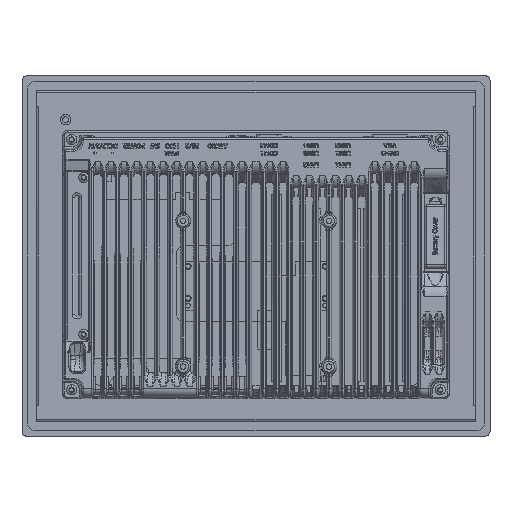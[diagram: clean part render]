
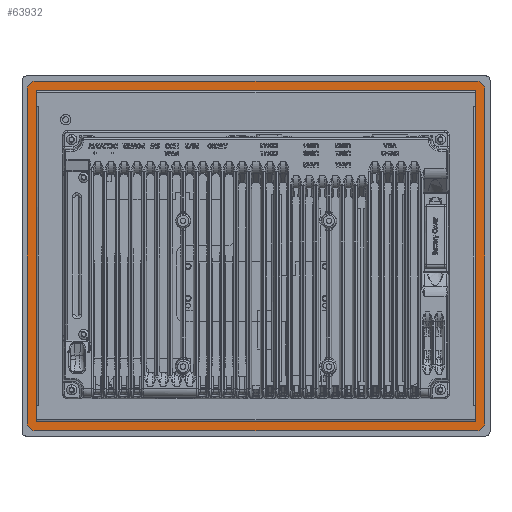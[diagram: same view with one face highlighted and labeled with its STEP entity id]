
A CAD part, front view. The second image highlights one B-rep face of the part: STEP entity #63932.
In plain terms, the highlighted planar face has unit normal (0, -1, 0).
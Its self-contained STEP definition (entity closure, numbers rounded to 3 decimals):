
#345 = PLANE ( 'NONE',  #36146 ) ;
#3571 = DIRECTION ( 'NONE',  ( 0., -1., 0. ) ) ;
#4070 = CARTESIAN_POINT ( 'NONE',  ( 150.5, 2.5, -112.5 ) ) ;
#5345 = EDGE_CURVE ( 'NONE', #20051, #145724, #96941, .T. ) ;
#5617 = VERTEX_POINT ( 'NONE', #4070 ) ;
#5878 = CARTESIAN_POINT ( 'NONE',  ( -151., 2.5, 114. ) ) ;
#6044 = CARTESIAN_POINT ( 'NONE',  ( -157., 2.5, 120. ) ) ;
#7190 = CARTESIAN_POINT ( 'NONE',  ( 157., 2.5, -120. ) ) ;
#7650 = ORIENTED_EDGE ( 'NONE', *, *, #94151, .T. ) ;
#8957 = CARTESIAN_POINT ( 'NONE',  ( -149.5, 2.5, -112.5 ) ) ;
#9604 = LINE ( 'NONE', #6044, #165088 ) ;
#10891 = ORIENTED_EDGE ( 'NONE', *, *, #32850, .T. ) ;
#11376 = VERTEX_POINT ( 'NONE', #13204 ) ;
#12535 = AXIS2_PLACEMENT_3D ( 'NONE', #61398, #166844, #76496 ) ;
#12758 = CARTESIAN_POINT ( 'NONE',  ( -149.5, 2.5, -113.5 ) ) ;
#13204 = CARTESIAN_POINT ( 'NONE',  ( -151., 2.5, -120. ) ) ;
#15854 = VERTEX_POINT ( 'NONE', #166230 ) ;
#17862 = DIRECTION ( 'NONE',  ( 0., -1., 0. ) ) ;
#18245 = ORIENTED_EDGE ( 'NONE', *, *, #133957, .T. ) ;
#18519 = ORIENTED_EDGE ( 'NONE', *, *, #42570, .T. ) ;
#19469 = VERTEX_POINT ( 'NONE', #76341 ) ;
#20051 = VERTEX_POINT ( 'NONE', #20826 ) ;
#20826 = CARTESIAN_POINT ( 'NONE',  ( -150.5, 2.5, 112.5 ) ) ;
#21045 = DIRECTION ( 'NONE',  ( 0., 0., 1. ) ) ;
#21196 = DIRECTION ( 'NONE',  ( -1., 0., 0. ) ) ;
#22569 = VECTOR ( 'NONE', #143476, 1000. ) ;
#23597 = ORIENTED_EDGE ( 'NONE', *, *, #103391, .T. ) ;
#24070 = DIRECTION ( 'NONE',  ( 0., 0., 1. ) ) ;
#24710 = CIRCLE ( 'NONE', #175809, 1. ) ;
#25854 = CARTESIAN_POINT ( 'NONE',  ( 157., 2.5, 114. ) ) ;
#27279 = EDGE_CURVE ( 'NONE', #147998, #145724, #183218, .T. ) ;
#28985 = ORIENTED_EDGE ( 'NONE', *, *, #179654, .T. ) ;
#29014 = CARTESIAN_POINT ( 'NONE',  ( 150.5, 2.5, -113.5 ) ) ;
#29778 = LINE ( 'NONE', #192910, #145272 ) ;
#32850 = EDGE_CURVE ( 'NONE', #11376, #51869, #29778, .T. ) ;
#36146 = AXIS2_PLACEMENT_3D ( 'NONE', #166325, #75984, #181473 ) ;
#36465 = CARTESIAN_POINT ( 'NONE',  ( 157., 2.5, -114. ) ) ;
#36953 = DIRECTION ( 'NONE',  ( 0., 1., 0. ) ) ;
#38712 = AXIS2_PLACEMENT_3D ( 'NONE', #5878, #111166, #21045 ) ;
#39544 = LINE ( 'NONE', #75068, #79511 ) ;
#42192 = CARTESIAN_POINT ( 'NONE',  ( -157., 2.5, -120. ) ) ;
#42483 = ORIENTED_EDGE ( 'NONE', *, *, #5345, .T. ) ;
#42570 = EDGE_CURVE ( 'NONE', #51869, #173857, #62846, .T. ) ;
#43344 = LINE ( 'NONE', #29014, #78576 ) ;
#44588 = CARTESIAN_POINT ( 'NONE',  ( -151., 2.5, 120. ) ) ;
#50041 = AXIS2_PLACEMENT_3D ( 'NONE', #107960, #17862, #123199 ) ;
#50641 = EDGE_CURVE ( 'NONE', #15854, #19469, #68832, .T. ) ;
#51869 = VERTEX_POINT ( 'NONE', #128600 ) ;
#56603 = CARTESIAN_POINT ( 'NONE',  ( 149.5, 2.5, -112.5 ) ) ;
#57772 = VERTEX_POINT ( 'NONE', #12758 ) ;
#57844 = CIRCLE ( 'NONE', #38712, 6. ) ;
#59221 = ORIENTED_EDGE ( 'NONE', *, *, #100493, .T. ) ;
#59260 = CIRCLE ( 'NONE', #12535, 6. ) ;
#59755 = AXIS2_PLACEMENT_3D ( 'NONE', #8957, #114207, #24070 ) ;
#61398 = CARTESIAN_POINT ( 'NONE',  ( -151., 2.5, -114. ) ) ;
#62073 = CARTESIAN_POINT ( 'NONE',  ( -150.5, 2.5, 113.5 ) ) ;
#62387 = CARTESIAN_POINT ( 'NONE',  ( -149.5, 2.5, 113.5 ) ) ;
#62846 = CIRCLE ( 'NONE', #106030, 6. ) ;
#63932 = ADVANCED_FACE ( 'NONE', ( #139398, #144146 ), #345, .F. ) ;
#68832 = LINE ( 'NONE', #42192, #184394 ) ;
#70431 = EDGE_CURVE ( 'NONE', #173970, #96183, #89631, .T. ) ;
#71689 = DIRECTION ( 'NONE',  ( 0., 0., 1. ) ) ;
#74771 = CARTESIAN_POINT ( 'NONE',  ( -150.5, 2.5, -112.5 ) ) ;
#74876 = VERTEX_POINT ( 'NONE', #44588 ) ;
#75068 = CARTESIAN_POINT ( 'NONE',  ( -150.5, 2.5, -113.5 ) ) ;
#75984 = DIRECTION ( 'NONE',  ( 0., 1., 0. ) ) ;
#76341 = CARTESIAN_POINT ( 'NONE',  ( -157., 2.5, -114. ) ) ;
#76496 = DIRECTION ( 'NONE',  ( 0., 0., 1. ) ) ;
#78576 = VECTOR ( 'NONE', #194940, 1000. ) ;
#79511 = VECTOR ( 'NONE', #181211, 1000. ) ;
#80119 = CARTESIAN_POINT ( 'NONE',  ( 151., 2.5, 120. ) ) ;
#80990 = ORIENTED_EDGE ( 'NONE', *, *, #27279, .F. ) ;
#83564 = VERTEX_POINT ( 'NONE', #74771 ) ;
#84484 = CARTESIAN_POINT ( 'NONE',  ( 149.5, 2.5, -113.5 ) ) ;
#85432 = DIRECTION ( 'NONE',  ( 1., 0., 0. ) ) ;
#85535 = CARTESIAN_POINT ( 'NONE',  ( -149.5, 2.5, 112.5 ) ) ;
#89631 = CIRCLE ( 'NONE', #50041, 6. ) ;
#92308 = DIRECTION ( 'NONE',  ( -1., 0., 0. ) ) ;
#93229 = VERTEX_POINT ( 'NONE', #145698 ) ;
#93658 = CARTESIAN_POINT ( 'NONE',  ( 151., 2.5, -114. ) ) ;
#94151 = EDGE_CURVE ( 'NONE', #19469, #11376, #59260, .T. ) ;
#96183 = VERTEX_POINT ( 'NONE', #80119 ) ;
#96941 = CIRCLE ( 'NONE', #124364, 1. ) ;
#98251 = ORIENTED_EDGE ( 'NONE', *, *, #171676, .T. ) ;
#100493 = EDGE_CURVE ( 'NONE', #5617, #149866, #175160, .T. ) ;
#100698 = DIRECTION ( 'NONE',  ( 0., 0., 1. ) ) ;
#103391 = EDGE_CURVE ( 'NONE', #147998, #93229, #24710, .T. ) ;
#106030 = AXIS2_PLACEMENT_3D ( 'NONE', #93658, #3571, #108835 ) ;
#106126 = LINE ( 'NONE', #130331, #181624 ) ;
#106374 = EDGE_CURVE ( 'NONE', #74876, #15854, #57844, .T. ) ;
#106433 = ORIENTED_EDGE ( 'NONE', *, *, #193198, .F. ) ;
#107960 = CARTESIAN_POINT ( 'NONE',  ( 151., 2.5, 114. ) ) ;
#108404 = ORIENTED_EDGE ( 'NONE', *, *, #70431, .T. ) ;
#108835 = DIRECTION ( 'NONE',  ( 0., 0., 1. ) ) ;
#109623 = ORIENTED_EDGE ( 'NONE', *, *, #50641, .T. ) ;
#111166 = DIRECTION ( 'NONE',  ( 0., -1., 0. ) ) ;
#114207 = DIRECTION ( 'NONE',  ( 0., 1., 0. ) ) ;
#119769 = DIRECTION ( 'NONE',  ( 1., 0., 0. ) ) ;
#123199 = DIRECTION ( 'NONE',  ( 0., 0., 1. ) ) ;
#124364 = AXIS2_PLACEMENT_3D ( 'NONE', #85535, #191018, #100698 ) ;
#127204 = CARTESIAN_POINT ( 'NONE',  ( 149.5, 2.5, 112.5 ) ) ;
#128600 = CARTESIAN_POINT ( 'NONE',  ( 151., 2.5, -120. ) ) ;
#130331 = CARTESIAN_POINT ( 'NONE',  ( -150.5, 2.5, -113.5 ) ) ;
#132777 = EDGE_CURVE ( 'NONE', #5617, #93229, #43344, .T. ) ;
#133957 = EDGE_CURVE ( 'NONE', #96183, #74876, #9604, .T. ) ;
#139398 = FACE_BOUND ( 'NONE', #191700, .T. ) ;
#142352 = DIRECTION ( 'NONE',  ( 0., 0., 1. ) ) ;
#143139 = VECTOR ( 'NONE', #92308, 1000. ) ;
#143476 = DIRECTION ( 'NONE',  ( 0., 0., 1. ) ) ;
#144146 = FACE_OUTER_BOUND ( 'NONE', #171110, .T. ) ;
#145272 = VECTOR ( 'NONE', #119769, 1000. ) ;
#145698 = CARTESIAN_POINT ( 'NONE',  ( 150.5, 2.5, 112.5 ) ) ;
#145724 = VERTEX_POINT ( 'NONE', #62387 ) ;
#147998 = VERTEX_POINT ( 'NONE', #186828 ) ;
#149866 = VERTEX_POINT ( 'NONE', #84484 ) ;
#160628 = ORIENTED_EDGE ( 'NONE', *, *, #106374, .T. ) ;
#162019 = DIRECTION ( 'NONE',  ( 0., 1., 0. ) ) ;
#165088 = VECTOR ( 'NONE', #21196, 1000. ) ;
#166230 = CARTESIAN_POINT ( 'NONE',  ( -157., 2.5, 114. ) ) ;
#166325 = CARTESIAN_POINT ( 'NONE',  ( 0., 2.5, 0. ) ) ;
#166844 = DIRECTION ( 'NONE',  ( 0., -1., 0. ) ) ;
#171110 = EDGE_LOOP ( 'NONE', ( #109623, #7650, #10891, #18519, #28985, #108404, #18245, #160628 ) ) ;
#171676 = EDGE_CURVE ( 'NONE', #57772, #83564, #185394, .T. ) ;
#173857 = VERTEX_POINT ( 'NONE', #36465 ) ;
#173970 = VERTEX_POINT ( 'NONE', #25854 ) ;
#175160 = CIRCLE ( 'NONE', #187934, 1. ) ;
#175809 = AXIS2_PLACEMENT_3D ( 'NONE', #127204, #36953, #142352 ) ;
#178017 = EDGE_CURVE ( 'NONE', #20051, #83564, #39544, .T. ) ;
#178102 = LINE ( 'NONE', #7190, #22569 ) ;
#179654 = EDGE_CURVE ( 'NONE', #173857, #173970, #178102, .T. ) ;
#180583 = ORIENTED_EDGE ( 'NONE', *, *, #178017, .F. ) ;
#181211 = DIRECTION ( 'NONE',  ( 0., 0., -1. ) ) ;
#181473 = DIRECTION ( 'NONE',  ( 0., 0., 1. ) ) ;
#181624 = VECTOR ( 'NONE', #85432, 1000. ) ;
#183218 = LINE ( 'NONE', #62073, #143139 ) ;
#184394 = VECTOR ( 'NONE', #194297, 1000. ) ;
#185394 = CIRCLE ( 'NONE', #59755, 1. ) ;
#186828 = CARTESIAN_POINT ( 'NONE',  ( 149.5, 2.5, 113.5 ) ) ;
#187934 = AXIS2_PLACEMENT_3D ( 'NONE', #56603, #162019, #71689 ) ;
#190672 = ORIENTED_EDGE ( 'NONE', *, *, #132777, .F. ) ;
#191018 = DIRECTION ( 'NONE',  ( 0., 1., 0. ) ) ;
#191700 = EDGE_LOOP ( 'NONE', ( #190672, #59221, #106433, #98251, #180583, #42483, #80990, #23597 ) ) ;
#192910 = CARTESIAN_POINT ( 'NONE',  ( -157., 2.5, -120. ) ) ;
#193198 = EDGE_CURVE ( 'NONE', #57772, #149866, #106126, .T. ) ;
#194297 = DIRECTION ( 'NONE',  ( 0., 0., -1. ) ) ;
#194940 = DIRECTION ( 'NONE',  ( 0., 0., 1. ) ) ;
